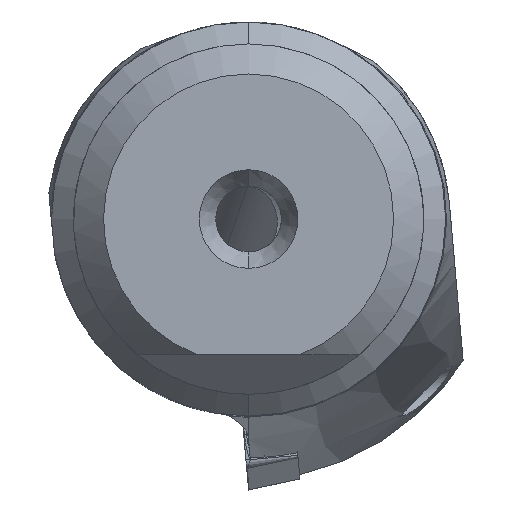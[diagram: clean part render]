
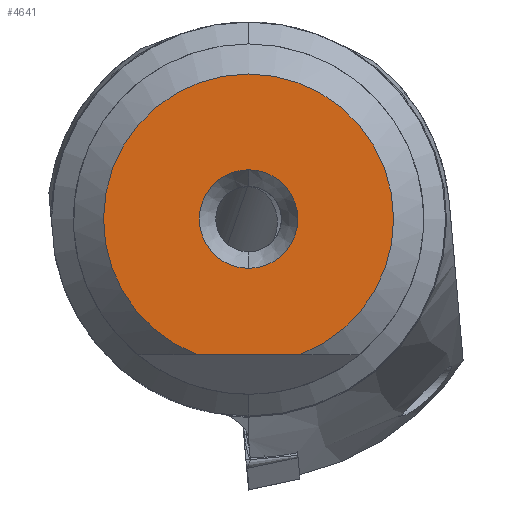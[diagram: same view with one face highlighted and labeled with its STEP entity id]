
A CAD part, left-side view. The second image highlights one B-rep face of the part: STEP entity #4641.
In plain terms, the highlighted planar face has unit normal (-1, 0, 0).
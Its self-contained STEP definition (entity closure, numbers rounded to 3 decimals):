
#1 = AXIS2_PLACEMENT_3D ( 'NONE', #3273, #3272, #3271 ) ;
#30 = AXIS2_PLACEMENT_3D ( 'NONE', #2748, #2747, #2746 ) ;
#657 = CIRCLE ( 'NONE', #30, 2.25 ) ;
#750 = CIRCLE ( 'NONE', #1, 2.25 ) ;
#795 = FACE_OUTER_BOUND ( 'NONE', #2634, .T. ) ;
#802 = FACE_BOUND ( 'NONE', #2615, .T. ) ;
#1101 = ORIENTED_EDGE ( 'NONE', *, *, #4339, .F. ) ;
#1103 = ORIENTED_EDGE ( 'NONE', *, *, #4055, .T. ) ;
#1104 = ORIENTED_EDGE ( 'NONE', *, *, #4263, .F. ) ;
#1108 = ORIENTED_EDGE ( 'NONE', *, *, #4059, .T. ) ;
#1555 = CIRCLE ( 'NONE', #2141, 6.625 ) ;
#1557 = LINE ( 'NONE', #1983, #1562 ) ;
#1562 = VECTOR ( 'NONE', #1974, 1000. ) ;
#1974 = DIRECTION ( 'NONE',  ( 0., -1., 0. ) ) ;
#1983 = CARTESIAN_POINT ( 'NONE',  ( 0., 2.25, -6.2 ) ) ;
#1984 = DIRECTION ( 'NONE',  ( 0., 0., 1. ) ) ;
#1985 = DIRECTION ( 'NONE',  ( -1., 0., 0. ) ) ;
#1986 = CARTESIAN_POINT ( 'NONE',  ( 0., 0., 0. ) ) ;
#2141 = AXIS2_PLACEMENT_3D ( 'NONE', #1986, #1985, #1984 ) ;
#2387 = VERTEX_POINT ( 'NONE', #3645 ) ;
#2388 = VERTEX_POINT ( 'NONE', #3644 ) ;
#2428 = VERTEX_POINT ( 'NONE', #3569 ) ;
#2434 = VERTEX_POINT ( 'NONE', #3557 ) ;
#2615 = EDGE_LOOP ( 'NONE', ( #1101, #1104 ) ) ;
#2634 = EDGE_LOOP ( 'NONE', ( #1103, #1108 ) ) ;
#2746 = DIRECTION ( 'NONE',  ( 0., 0., 1. ) ) ;
#2747 = DIRECTION ( 'NONE',  ( -1., 0., 0. ) ) ;
#2748 = CARTESIAN_POINT ( 'NONE',  ( 0., 0., 0. ) ) ;
#3043 = DIRECTION ( 'NONE',  ( 0., 0., -1. ) ) ;
#3044 = DIRECTION ( 'NONE',  ( 1., 0., 0. ) ) ;
#3046 = PLANE ( 'NONE',  #4514 ) ;
#3049 = CARTESIAN_POINT ( 'NONE',  ( 0., 2.25, 0. ) ) ;
#3271 = DIRECTION ( 'NONE',  ( 0., 0., 1. ) ) ;
#3272 = DIRECTION ( 'NONE',  ( -1., 0., 0. ) ) ;
#3273 = CARTESIAN_POINT ( 'NONE',  ( 0., 0., 0. ) ) ;
#3557 = CARTESIAN_POINT ( 'NONE',  ( 0., 2.335, -6.2 ) ) ;
#3569 = CARTESIAN_POINT ( 'NONE',  ( 0., -2.335, -6.2 ) ) ;
#3644 = CARTESIAN_POINT ( 'NONE',  ( 0., 0., 2.25 ) ) ;
#3645 = CARTESIAN_POINT ( 'NONE',  ( 0., 0., -2.25 ) ) ;
#4055 = EDGE_CURVE ( 'NONE', #2428, #2434, #1555, .T. ) ;
#4059 = EDGE_CURVE ( 'NONE', #2434, #2428, #1557, .T. ) ;
#4263 = EDGE_CURVE ( 'NONE', #2387, #2388, #657, .T. ) ;
#4339 = EDGE_CURVE ( 'NONE', #2388, #2387, #750, .T. ) ;
#4514 = AXIS2_PLACEMENT_3D ( 'NONE', #3049, #3044, #3043 ) ;
#4641 = ADVANCED_FACE ( 'NONE', ( #802, #795 ), #3046, .F. ) ;
